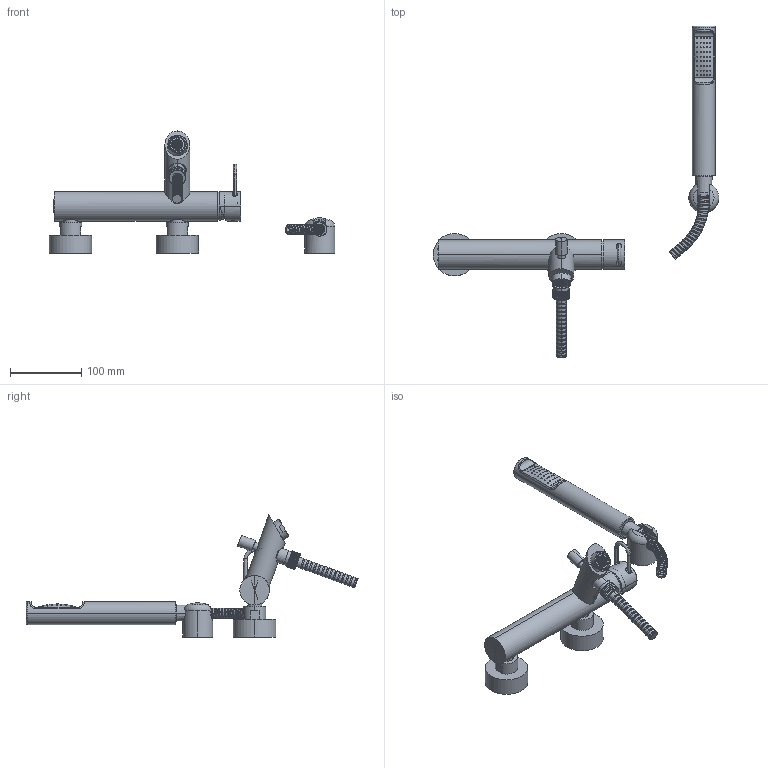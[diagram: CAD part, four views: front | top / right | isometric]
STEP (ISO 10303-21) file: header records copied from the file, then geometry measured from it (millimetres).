
FILE_DESCRIPTION((''),'2;1');
FILE_NAME('JK026CR','2021-02-02T13:48:42',('ut3'),('PAFFONI SpA'),'CREO PARAMETRIC BY PTC INC, 2020044','CREO PARAMETRIC BY PTC INC, 2020044','');
FILE_SCHEMA(('CONFIG_CONTROL_DESIGN','SHAPE_APPEARANCE_LAYERS_GROUPS'));
Length unit declared in the file: millimetre
Products named in the file (1): JK026CR
Bounding box: 400.85 x 466.15 x 171.48 mm (x, y, z)
Volume: 514656.9 mm3; surface area: 224776.4 mm2
Topology: 5 solids, 6 shells, 3354 faces, 9356 edges, 6070 vertices
Faces by surface type: plane 2325, cylinder 669, torus 145, cone 135, bspline 64, sphere 16
Entity records: 180506 total; most frequent: CARTESIAN_POINT 68553, ORIENTED_EDGE 18650, DIRECTION 17831, EDGE_CURVE 9325, VERTEX_POINT 6069, AXIS2_PLACEMENT_3D 5972, VECTOR 5887, LINE 5887
